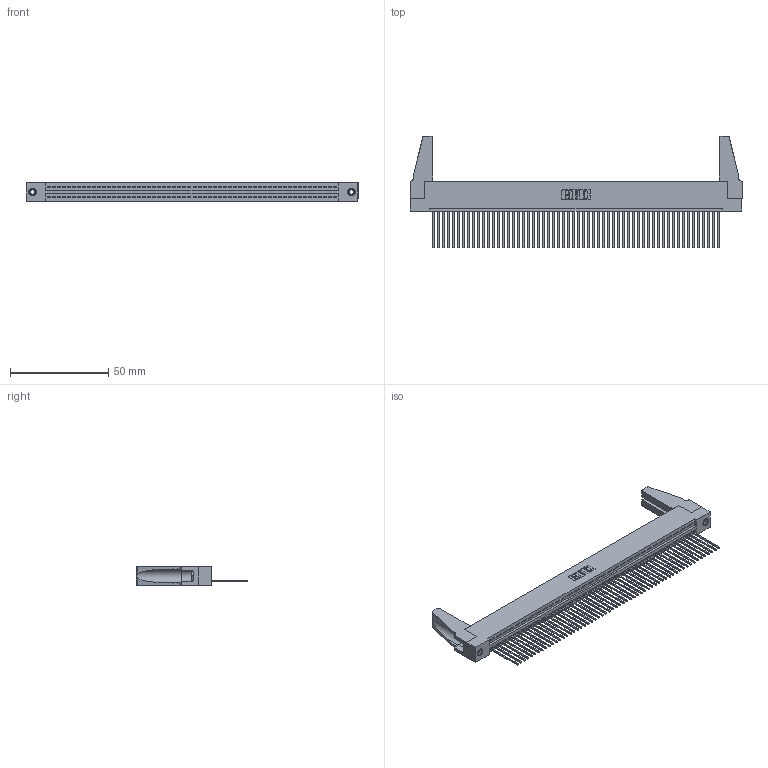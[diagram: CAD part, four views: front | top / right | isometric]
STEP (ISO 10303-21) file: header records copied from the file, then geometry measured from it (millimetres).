
FILE_DESCRIPTION (( 'STEP AP203' ), '1' );
FILE_NAME ('345-058-541-188.STEP', '2019-10-10T17:14:21', ( '' ), ( '' ), 'SwSTEP 2.0', 'SolidWorks 2016', '' );
FILE_SCHEMA (( 'CONFIG_CONTROL_DESIGN' ));
Length unit declared in the file: inch
Products named in the file (5): 345-250-001_345-250-001-102; 345-292-001_345-293-141; 345-220-078_345-220-088; 345-058-541-188; 345 Part_Flush Mounting Lugs - 0.156 Dia-TH
Assembly tree (63 placements, depth 2):
  345-058-541-188
    345 Part_Flush Mounting Lugs - 0.156 Dia-TH
    345-292-001_345-293-141  x58
    345-250-001_345-250-001-102  x2
    345-220-078_345-220-088  x2
Bounding box: 168.55 x 56.82 x 9.4 mm (x, y, z)
Volume: 19584.4 mm3; surface area: 26176.5 mm2
Topology: 63 solids, 63 shells, 3614 faces, 10863 edges, 7154 vertices
Faces by surface type: plane 2472, cylinder 1126, cone 12, torus 4
Entity records: 43664 total; most frequent: CARTESIAN_POINT 7552, ORIENTED_EDGE 7504, DIRECTION 6580, EDGE_CURVE 3752, VECTOR 3346, LINE 3346, VERTEX_POINT 2494, AXIS2_PLACEMENT_3D 1617
